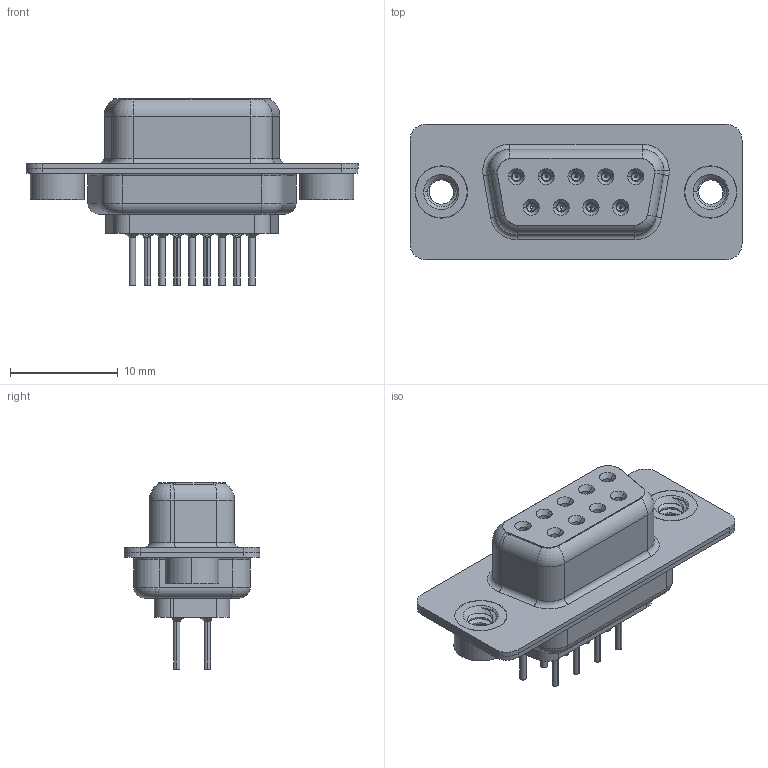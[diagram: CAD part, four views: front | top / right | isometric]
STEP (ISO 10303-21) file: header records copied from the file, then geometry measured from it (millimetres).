
FILE_DESCRIPTION (( 'STEP AP203' ), '1' );
FILE_NAME ('628-009-220-042.STEP', '2020-07-13T18:13:06', ( '' ), ( '' ), 'SwSTEP 2.0', 'SolidWorks 2020', '' );
FILE_SCHEMA (( 'CONFIG_CONTROL_DESIGN' ));
Length unit declared in the file: millimetre
Products named in the file (7): 628 Contact Row 1_20L; 628 Contact Row 2_20L; 628 4-40 Threaded Rivet; 628 Shell Front_09 Contacts; 628-009-220-042; 628 Housing_09 LP; 628 Shell Rear_09 Contacts
Assembly tree (14 placements, depth 2):
  628-009-220-042
    628 Housing_09 LP
    628 Shell Front_09 Contacts
    628 Shell Rear_09 Contacts
    628 Contact Row 1_20L  x5
    628 Contact Row 2_20L  x4
    628 4-40 Threaded Rivet  x2
Bounding box: 30.8 x 12.6 x 17.3 mm (x, y, z)
Volume: 1753.7 mm3; surface area: 4497.2 mm2
Topology: 14 solids, 14 shells, 1418 faces, 3591 edges, 2230 vertices
Faces by surface type: cylinder 432, plane 346, torus 291, bspline 186, cone 163
Entity records: 21580 total; most frequent: CARTESIAN_POINT 6942, DIRECTION 2930, ORIENTED_EDGE 2866, EDGE_CURVE 1433, AXIS2_PLACEMENT_3D 1211, VERTEX_POINT 896, EDGE_LOOP 653, CIRCLE 652
